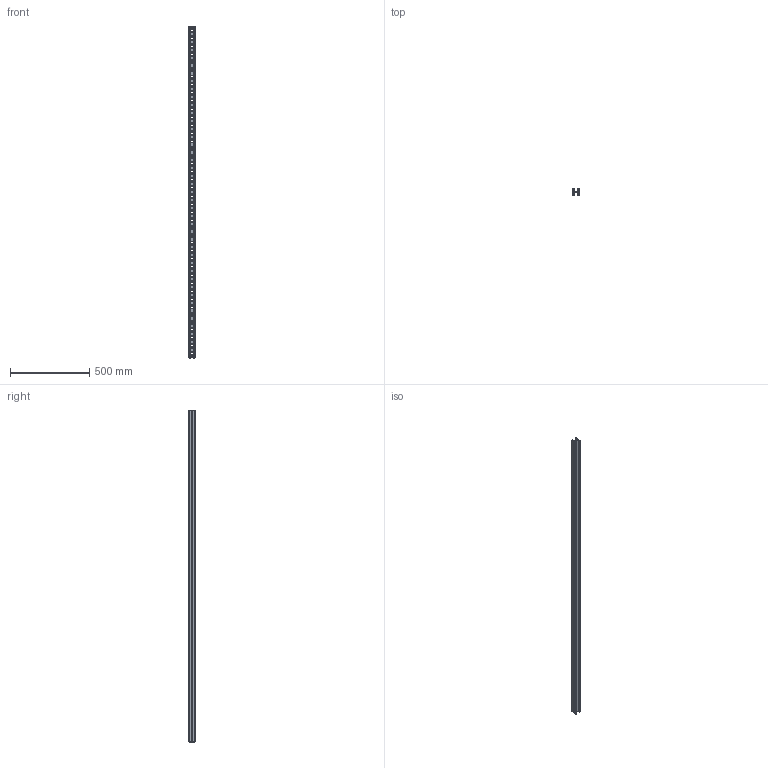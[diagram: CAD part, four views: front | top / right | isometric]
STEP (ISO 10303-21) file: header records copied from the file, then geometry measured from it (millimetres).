
FILE_DESCRIPTION (( 'STEP AP203' ), '1' );
FILE_NAME ('Äâîéíîé STRUT-ïðîôèëü_h21-L2100.step', '2022-01-25T09:24:45', ( '' ), ( '' ), 'SwSTEP 2.0', 'SolidWorks 2017', '' );
FILE_SCHEMA (( 'CONFIG_CONTROL_DESIGN' ));
Length unit declared in the file: millimetre
Products named in the file (2): Äâîéíîé STRUT-ïðîôèëü_h21-L2100; STRUT-镳铘桦黖h21-2100
Assembly tree (2 placements, depth 2):
  Äâîéíîé STRUT-ïðîôèëü_h21-L2100
    STRUT-镳铘桦黖h21-2100  x2
Bounding box: 41 x 42 x 2100 mm (x, y, z)
Volume: 910153.3 mm3; surface area: 786760.7 mm2
Topology: 2 solids, 2 shells, 3584 faces, 10740 edges, 7160 vertices
Faces by surface type: plane 3404, cylinder 180
Entity records: 59670 total; most frequent: CARTESIAN_POINT 10747, ORIENTED_EDGE 10740, DIRECTION 9144, EDGE_CURVE 5370, VECTOR 5190, LINE 5190, VERTEX_POINT 3580, AXIS2_PLACEMENT_3D 1977
